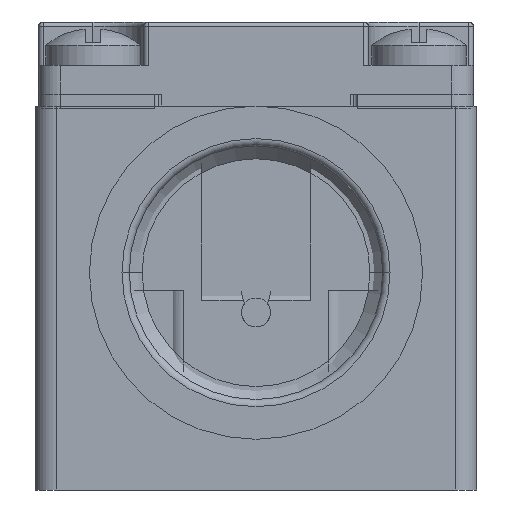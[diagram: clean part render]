
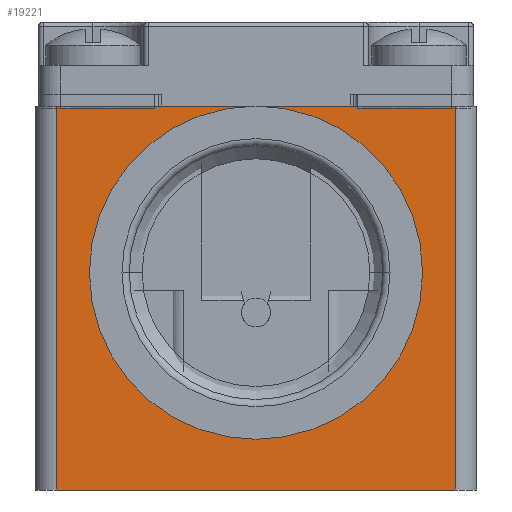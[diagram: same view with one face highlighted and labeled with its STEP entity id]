
A CAD part, front view. The second image highlights one B-rep face of the part: STEP entity #19221.
In plain terms, the highlighted face is planar.
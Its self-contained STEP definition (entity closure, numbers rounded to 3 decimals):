
#3753=DIRECTION('',(0.,1.,0.));
#3754=VECTOR('',#3753,26.5);
#3755=CARTESIAN_POINT('',(-13.75,0.,-59.));
#3756=LINE('',#3755,#3754);
#3771=DIRECTION('',(-1.,0.,0.));
#3772=VECTOR('',#3771,27.5);
#3773=CARTESIAN_POINT('',(13.75,0.,-59.));
#3774=LINE('',#3773,#3772);
#3775=DIRECTION('',(1.,0.,0.));
#3776=VECTOR('',#3775,27.5);
#3777=CARTESIAN_POINT('',(-13.75,26.5,-59.));
#3778=LINE('',#3777,#3776);
#3779=CARTESIAN_POINT('',(0.,15.,-59.));
#3780=DIRECTION('',(0.,0.,1.));
#3781=DIRECTION('',(1.,0.,0.));
#3782=AXIS2_PLACEMENT_3D('',#3779,#3780,#3781);
#3797=CARTESIAN_POINT('',(0.,15.,-59.));
#3798=DIRECTION('',(0.,0.,1.));
#3799=DIRECTION('',(-1.,0.,0.));
#3800=AXIS2_PLACEMENT_3D('',#3797,#3798,#3799);
#4755=DIRECTION('',(0.,-1.,0.));
#4756=VECTOR('',#4755,26.5);
#4757=CARTESIAN_POINT('',(13.75,26.5,-59.));
#4758=LINE('',#4757,#4756);
#11707=CARTESIAN_POINT('',(-13.75,0.,-59.));
#11708=CARTESIAN_POINT('',(-13.75,26.5,-59.));
#11709=VERTEX_POINT('',#11707);
#11710=VERTEX_POINT('',#11708);
#11715=CARTESIAN_POINT('',(13.75,26.5,-59.));
#11716=CARTESIAN_POINT('',(13.75,0.,-59.));
#11717=VERTEX_POINT('',#11715);
#11718=VERTEX_POINT('',#11716);
#11978=CARTESIAN_POINT('',(-10.2,15.,-59.));
#11979=CARTESIAN_POINT('',(10.2,15.,-59.));
#11980=VERTEX_POINT('',#11978);
#11981=VERTEX_POINT('',#11979);
#19203=CARTESIAN_POINT('',(0.,0.,-59.));
#19204=DIRECTION('',(0.,0.,-1.));
#19205=DIRECTION('',(1.,0.,0.));
#19206=AXIS2_PLACEMENT_3D('',#19203,#19204,#19205);
#19207=PLANE('',#19206);
#19208=ORIENTED_EDGE('',*,*,#19195,.F.);
#19209=ORIENTED_EDGE('',*,*,#14194,.F.);
#19211=ORIENTED_EDGE('',*,*,#19210,.F.);
#19212=ORIENTED_EDGE('',*,*,#18755,.F.);
#19213=EDGE_LOOP('',(#19208,#19209,#19211,#19212));
#19214=FACE_OUTER_BOUND('',#19213,.F.);
#19216=ORIENTED_EDGE('',*,*,#19215,.F.);
#19218=ORIENTED_EDGE('',*,*,#19217,.F.);
#19219=EDGE_LOOP('',(#19216,#19218));
#19220=FACE_BOUND('',#19219,.F.);
#19221=ADVANCED_FACE('',(#19214,#19220),#19207,.T.);
#3783=CIRCLE('',#3782,10.2);
#3801=CIRCLE('',#3800,10.2);
#14194=EDGE_CURVE('',#11718,#11709,#3774,.T.);
#18755=EDGE_CURVE('',#11710,#11717,#3778,.T.);
#19195=EDGE_CURVE('',#11709,#11710,#3756,.T.);
#19210=EDGE_CURVE('',#11717,#11718,#4758,.T.);
#19215=EDGE_CURVE('',#11981,#11980,#3783,.T.);
#19217=EDGE_CURVE('',#11980,#11981,#3801,.T.);
